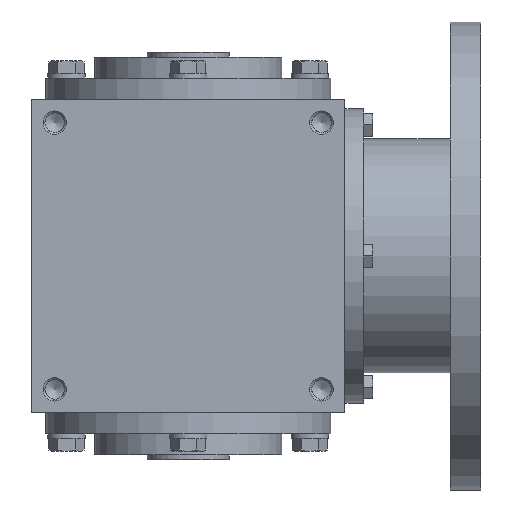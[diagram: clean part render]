
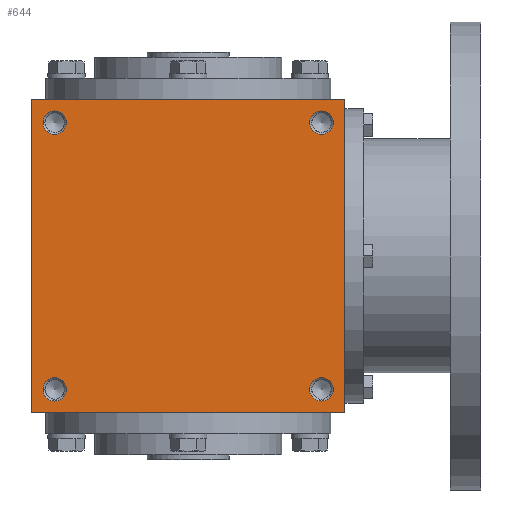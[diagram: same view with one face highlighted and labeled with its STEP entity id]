
A CAD part, front view. The second image highlights one B-rep face of the part: STEP entity #644.
In plain terms, the highlighted planar face has unit normal (0, -1, 0).
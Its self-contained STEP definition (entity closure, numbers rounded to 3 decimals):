
#644 = ADVANCED_FACE( '', ( #1333, #1334, #1335, #1336, #1337 ), #1338, .F. );
#1333 = FACE_BOUND( '', #2053, .T. );
#1334 = FACE_BOUND( '', #2054, .T. );
#1335 = FACE_BOUND( '', #2055, .T. );
#1336 = FACE_BOUND( '', #2056, .T. );
#1337 = FACE_OUTER_BOUND( '', #2057, .T. );
#1338 = PLANE( '', #2058 );
#2053 = EDGE_LOOP( '', ( #3275 ) );
#2054 = EDGE_LOOP( '', ( #3276 ) );
#2055 = EDGE_LOOP( '', ( #3277 ) );
#2056 = EDGE_LOOP( '', ( #3278 ) );
#2057 = EDGE_LOOP( '', ( #3279, #3280, #3281, #3282 ) );
#2058 = AXIS2_PLACEMENT_3D( '', #3283, #3284, #3285 );
#3275 = ORIENTED_EDGE( '', *, *, #3952, .T. );
#3276 = ORIENTED_EDGE( '', *, *, #3666, .T. );
#3277 = ORIENTED_EDGE( '', *, *, #3989, .F. );
#3278 = ORIENTED_EDGE( '', *, *, #3782, .F. );
#3279 = ORIENTED_EDGE( '', *, *, #3758, .T. );
#3280 = ORIENTED_EDGE( '', *, *, #3892, .F. );
#3281 = ORIENTED_EDGE( '', *, *, #3743, .F. );
#3282 = ORIENTED_EDGE( '', *, *, #4063, .T. );
#3283 = CARTESIAN_POINT( '', ( -67., -67., 67. ) );
#3284 = DIRECTION( '', ( 0., 1., 0. ) );
#3285 = DIRECTION( '', ( 0., 0., 1. ) );
#3666 = EDGE_CURVE( '', #4222, #4222, #4223, .T. );
#3743 = EDGE_CURVE( '', #4353, #4355, #4356, .T. );
#3758 = EDGE_CURVE( '', #4376, #4380, #4382, .T. );
#3782 = EDGE_CURVE( '', #4418, #4418, #4419, .T. );
#3892 = EDGE_CURVE( '', #4355, #4380, #4584, .T. );
#3952 = EDGE_CURVE( '', #4664, #4664, #4665, .T. );
#3989 = EDGE_CURVE( '', #4712, #4712, #4713, .T. );
#4063 = EDGE_CURVE( '', #4353, #4376, #4805, .T. );
#4222 = VERTEX_POINT( '', #5022 );
#4223 = CIRCLE( '', #5023, 5. );
#4353 = VERTEX_POINT( '', #5172 );
#4355 = VERTEX_POINT( '', #5175 );
#4356 = LINE( '', #5176, #5177 );
#4376 = VERTEX_POINT( '', #5204 );
#4380 = VERTEX_POINT( '', #5210 );
#4382 = LINE( '', #5213, #5214 );
#4418 = VERTEX_POINT( '', #5250 );
#4419 = CIRCLE( '', #5251, 5. );
#4584 = LINE( '', #5440, #5441 );
#4664 = VERTEX_POINT( '', #5555 );
#4665 = CIRCLE( '', #5556, 5. );
#4712 = VERTEX_POINT( '', #5605 );
#4713 = CIRCLE( '', #5606, 5. );
#4805 = LINE( '', #5721, #5722 );
#5022 = CARTESIAN_POINT( '', ( -57., -67., 62. ) );
#5023 = AXIS2_PLACEMENT_3D( '', #5881, #5882, #5883 );
#5172 = CARTESIAN_POINT( '', ( -67., -67., 67. ) );
#5175 = CARTESIAN_POINT( '', ( 67., -67., 67. ) );
#5176 = CARTESIAN_POINT( '', ( -67., -67., 67. ) );
#5177 = VECTOR( '', #6031, 1000. );
#5204 = CARTESIAN_POINT( '', ( -67., -67., -67. ) );
#5210 = CARTESIAN_POINT( '', ( 67., -67., -67. ) );
#5213 = CARTESIAN_POINT( '', ( -67., -67., -67. ) );
#5214 = VECTOR( '', #6051, 1000. );
#5250 = CARTESIAN_POINT( '', ( 57., -67., 52. ) );
#5251 = AXIS2_PLACEMENT_3D( '', #6094, #6095, #6096 );
#5440 = CARTESIAN_POINT( '', ( 67., -67., 67. ) );
#5441 = VECTOR( '', #6291, 1000. );
#5555 = CARTESIAN_POINT( '', ( -57., -67., -52. ) );
#5556 = AXIS2_PLACEMENT_3D( '', #6372, #6373, #6374 );
#5605 = CARTESIAN_POINT( '', ( 57., -67., -62. ) );
#5606 = AXIS2_PLACEMENT_3D( '', #6428, #6429, #6430 );
#5721 = CARTESIAN_POINT( '', ( -67., -67., 67. ) );
#5722 = VECTOR( '', #6523, 1000. );
#5881 = CARTESIAN_POINT( '', ( -57., -67., 57. ) );
#5882 = DIRECTION( '', ( 0., 1., 0. ) );
#5883 = DIRECTION( '', ( 0., 0., 1. ) );
#6031 = DIRECTION( '', ( 1., 0., 0. ) );
#6051 = DIRECTION( '', ( 1., 0., 0. ) );
#6094 = CARTESIAN_POINT( '', ( 57., -67., 57. ) );
#6095 = DIRECTION( '', ( 0., -1., 0. ) );
#6096 = DIRECTION( '', ( 0., 0., -1. ) );
#6291 = DIRECTION( '', ( 0., 0., -1. ) );
#6372 = CARTESIAN_POINT( '', ( -57., -67., -57. ) );
#6373 = DIRECTION( '', ( 0., 1., 0. ) );
#6374 = DIRECTION( '', ( 0., 0., 1. ) );
#6428 = CARTESIAN_POINT( '', ( 57., -67., -57. ) );
#6429 = DIRECTION( '', ( 0., -1., 0. ) );
#6430 = DIRECTION( '', ( 0., 0., -1. ) );
#6523 = DIRECTION( '', ( 0., 0., -1. ) );
